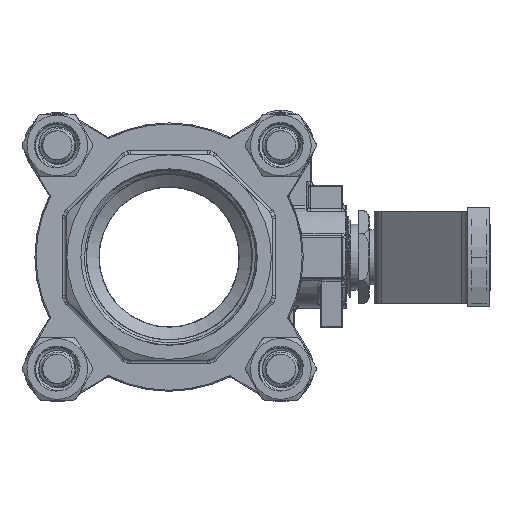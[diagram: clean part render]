
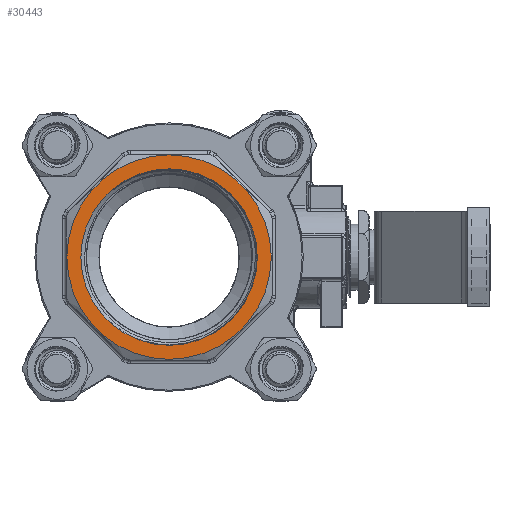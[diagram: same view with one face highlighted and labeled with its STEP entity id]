
A CAD part, left-side view. The second image highlights one B-rep face of the part: STEP entity #30443.
In plain terms, the highlighted planar face has unit normal (-1, 0, 0).
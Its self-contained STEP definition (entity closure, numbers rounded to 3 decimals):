
#30412=CARTESIAN_POINT('',(-60.0,-27.8,0.0));
#30413=VERTEX_POINT('',#30412);
#30414=CARTESIAN_POINT('',(-60.0,0.0,0.0));
#30415=DIRECTION('',(-1.0,0.0,0.0));
#30416=DIRECTION('',(0.0,-1.0,0.0));
#30417=AXIS2_PLACEMENT_3D('',#30414,#30415,#30416);
#30418=CIRCLE('',#30417,27.8);
#30419=EDGE_CURVE('',#30413,#30413,#30418,.T.);
#30424=CARTESIAN_POINT('',(-60.0,0.0,0.0));
#30425=DIRECTION('',(-1.0,0.0,0.0));
#30426=DIRECTION('',(0.0,0.0,1.0));
#30427=AXIS2_PLACEMENT_3D('',#30424,#30425,#30426);
#30428=PLANE('',#30427);
#30429=ORIENTED_EDGE('',*,*,#30419,.T.);
#30430=EDGE_LOOP('',(#30429));
#30431=FACE_OUTER_BOUND('',#30430,.T.);
#30432=CARTESIAN_POINT('',(-60.0,24.,0.));
#30433=VERTEX_POINT('',#30432);
#30434=CARTESIAN_POINT('',(-60.0,0.0,0.0));
#30435=DIRECTION('',(-1.0,0.0,0.0));
#30436=DIRECTION('',(0.0,-1.0,0.0));
#30437=AXIS2_PLACEMENT_3D('',#30434,#30435,#30436);
#30438=CIRCLE('',#30437,24.);
#30439=EDGE_CURVE('',#30433,#30433,#30438,.T.);
#30440=ORIENTED_EDGE('',*,*,#30439,.F.);
#30441=EDGE_LOOP('',(#30440));
#30442=FACE_BOUND('',#30441,.T.);
#30443=ADVANCED_FACE('',(#30431,#30442),#30428,.T.);
